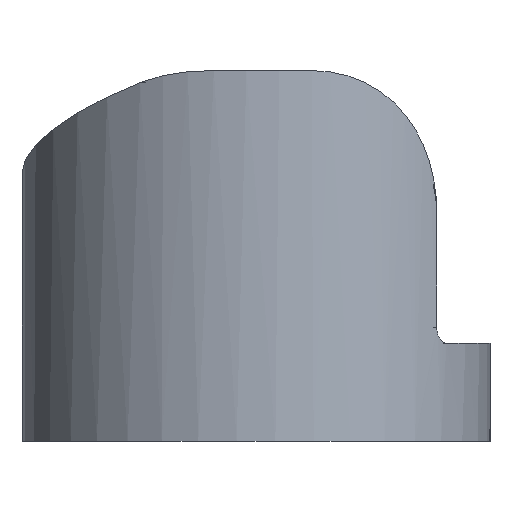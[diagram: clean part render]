
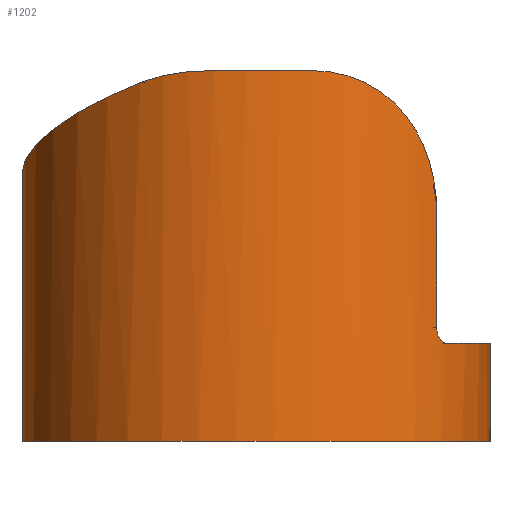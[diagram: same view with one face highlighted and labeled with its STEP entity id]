
A CAD part, left-side view. The second image highlights one B-rep face of the part: STEP entity #1202.
In plain terms, the highlighted cylindrical face has radius 16.669 mm (diameter 33.337 mm), a partial arc.
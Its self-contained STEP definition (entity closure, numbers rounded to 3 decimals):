
#12 = DIRECTION ( 'NONE',  ( 0., 0., -1. ) ) ;
#14 = CARTESIAN_POINT ( 'NONE',  ( -44.756, -5.256, 26.347 ) ) ;
#21 = CARTESIAN_POINT ( 'NONE',  ( -39.827, -12.609, 19.008 ) ) ;
#77 = CARTESIAN_POINT ( 'NONE',  ( -28.924, 0., 7. ) ) ;
#132 = CARTESIAN_POINT ( 'NONE',  ( -28.815, 16.668, 19.088 ) ) ;
#163 = CARTESIAN_POINT ( 'NONE',  ( -42.52, -9.661, 24.319 ) ) ;
#181 = CARTESIAN_POINT ( 'NONE',  ( -43.41, 8.246, 25.564 ) ) ;
#196 = CARTESIAN_POINT ( 'NONE',  ( -44.024, -7.088, 25.879 ) ) ;
#203 = CARTESIAN_POINT ( 'NONE',  ( -39.516, -12.871, 16.355 ) ) ;
#242 = CARTESIAN_POINT ( 'NONE',  ( -28.924, 0., 26.416 ) ) ;
#254 = LINE ( 'NONE', #1805, #2081 ) ;
#281 = EDGE_LOOP ( 'NONE', ( #860, #1272, #1396, #1080, #2117, #1242, #1635, #918, #2162, #1507 ) ) ;
#285 = CARTESIAN_POINT ( 'NONE',  ( -44.247, 6.627, 26.091 ) ) ;
#297 = CARTESIAN_POINT ( 'NONE',  ( -28.924, 0., 0. ) ) ;
#305 = CARTESIAN_POINT ( 'NONE',  ( -38.732, -13.479, 7. ) ) ;
#314 = EDGE_CURVE ( 'NONE', #1373, #498, #2215, .T. ) ;
#317 = EDGE_CURVE ( 'NONE', #673, #1603, #577, .T. ) ;
#340 = DIRECTION ( 'NONE',  ( 0., 0., -1. ) ) ;
#352 = CARTESIAN_POINT ( 'NONE',  ( -45.117, -3.956, 26.416 ) ) ;
#364 = CARTESIAN_POINT ( 'NONE',  ( -43.15, -8.707, 25.053 ) ) ;
#366 = CARTESIAN_POINT ( 'NONE',  ( -28.924, 0., 7. ) ) ;
#395 = CARTESIAN_POINT ( 'NONE',  ( -39.516, -12.871, 8.143 ) ) ;
#471 = VERTEX_POINT ( 'NONE', #1446 ) ;
#474 = CARTESIAN_POINT ( 'NONE',  ( -44.731, 5.311, 26.293 ) ) ;
#476 = DIRECTION ( 'NONE',  ( -1., 0., 0. ) ) ;
#479 = CARTESIAN_POINT ( 'NONE',  ( -39.072, -13.224, 7.144 ) ) ;
#498 = VERTEX_POINT ( 'NONE', #821 ) ;
#509 = AXIS2_PLACEMENT_3D ( 'NONE', #297, #1349, #476 ) ;
#516 = EDGE_CURVE ( 'NONE', #471, #715, #1556, .T. ) ;
#522 = VERTEX_POINT ( 'NONE', #2035 ) ;
#528 = CARTESIAN_POINT ( 'NONE',  ( -45.117, -3.956, 26.416 ) ) ;
#542 = CARTESIAN_POINT ( 'NONE',  ( -41.735, -10.668, 23.224 ) ) ;
#577 = B_SPLINE_CURVE_WITH_KNOTS ( 'NONE', 3,
 ( #528, #1925, #14, #1246, #196, #1413, #364, #163, #1586, #542, #1761, #729, #1936, #906, #2122, #1089, #21, #1253, #1389, #203 ),
 .UNSPECIFIED., .F., .F.,
 ( 4, 2, 2, 2, 2, 2, 2, 2, 2, 4 ),
 ( 0., 0.002, 0.004, 0.006, 0.008, 0.009, 0.01, 0.012, 0.014, 0.016 ),
 .UNSPECIFIED. ) ;
#651 = CARTESIAN_POINT ( 'NONE',  ( -45.128, 3.939, 26.402 ) ) ;
#652 = B_SPLINE_CURVE_WITH_KNOTS ( 'NONE', 3,
 ( #2222, #1014, #285, #474, #1690, #651, #1861, #834 ),
 .UNSPECIFIED., .F., .F.,
 ( 4, 2, 2, 4 ),
 ( 0., 0.003, 0.004, 0.006 ),
 .UNSPECIFIED. ) ;
#658 = CARTESIAN_POINT ( 'NONE',  ( -39.338, -13.015, 7.44 ) ) ;
#673 = VERTEX_POINT ( 'NONE', #352 ) ;
#685 = EDGE_CURVE ( 'NONE', #522, #471, #1751, .T. ) ;
#715 = VERTEX_POINT ( 'NONE', #723 ) ;
#723 = CARTESIAN_POINT ( 'NONE',  ( -28.815, 16.668, 0. ) ) ;
#729 = CARTESIAN_POINT ( 'NONE',  ( -41.278, -11.193, 22.486 ) ) ;
#742 = CARTESIAN_POINT ( 'NONE',  ( -39.516, -12.871, 16.355 ) ) ;
#752 = LINE ( 'NONE', #2216, #1323 ) ;
#769 = DIRECTION ( 'NONE',  ( 0., 0., -1. ) ) ;
#770 = VECTOR ( 'NONE', #12, 1000. ) ;
#821 = CARTESIAN_POINT ( 'NONE',  ( -43.41, 8.246, 25.564 ) ) ;
#834 = CARTESIAN_POINT ( 'NONE',  ( -45.32, 3.004, 26.416 ) ) ;
#842 = CARTESIAN_POINT ( 'NONE',  ( -39.493, -12.89, 7.844 ) ) ;
#846 = EDGE_CURVE ( 'NONE', #1603, #884, #254, .T. ) ;
#860 = ORIENTED_EDGE ( 'NONE', *, *, #314, .F. ) ;
#884 = VERTEX_POINT ( 'NONE', #958 ) ;
#906 = CARTESIAN_POINT ( 'NONE',  ( -40.707, -11.797, 21.422 ) ) ;
#918 = ORIENTED_EDGE ( 'NONE', *, *, #317, .F. ) ;
#958 = CARTESIAN_POINT ( 'NONE',  ( -39.516, -12.871, 8.143 ) ) ;
#1014 = CARTESIAN_POINT ( 'NONE',  ( -43.858, 7.46, 25.88 ) ) ;
#1018 = CARTESIAN_POINT ( 'NONE',  ( -39.516, -12.871, 7.992 ) ) ;
#1027 = EDGE_CURVE ( 'NONE', #498, #1289, #652, .T. ) ;
#1070 = CARTESIAN_POINT ( 'NONE',  ( -28.815, -16.668, 7. ) ) ;
#1080 = ORIENTED_EDGE ( 'NONE', *, *, #685, .F. ) ;
#1089 = CARTESIAN_POINT ( 'NONE',  ( -40.01, -12.451, 19.652 ) ) ;
#1154 = CARTESIAN_POINT ( 'NONE',  ( -45.32, 3.004, 26.416 ) ) ;
#1174 = DIRECTION ( 'NONE',  ( 0., 0., -1. ) ) ;
#1202 = ADVANCED_FACE ( 'NONE', ( #1691 ), #2098, .T. ) ;
#1241 = CARTESIAN_POINT ( 'NONE',  ( -28.815, 16.668, 19.088 ) ) ;
#1242 = ORIENTED_EDGE ( 'NONE', *, *, #1367, .F. ) ;
#1246 = CARTESIAN_POINT ( 'NONE',  ( -44.292, -6.488, 26.081 ) ) ;
#1253 = CARTESIAN_POINT ( 'NONE',  ( -39.582, -12.817, 17.704 ) ) ;
#1272 = ORIENTED_EDGE ( 'NONE', *, *, #1408, .T. ) ;
#1289 = VERTEX_POINT ( 'NONE', #1154 ) ;
#1290 = DIRECTION ( 'NONE',  ( -1., 0., 0. ) ) ;
#1308 = DIRECTION ( 'NONE',  ( 1., 0., 0. ) ) ;
#1323 = VECTOR ( 'NONE', #1174, 1000. ) ;
#1339 = EDGE_CURVE ( 'NONE', #673, #1289, #2135, .T. ) ;
#1349 = DIRECTION ( 'NONE',  ( 0., 0., -1. ) ) ;
#1353 = CARTESIAN_POINT ( 'NONE',  ( -38.609, -13.567, 7. ) ) ;
#1357 = AXIS2_PLACEMENT_3D ( 'NONE', #77, #1386, #1308 ) ;
#1367 = EDGE_CURVE ( 'NONE', #884, #1725, #1700, .T. ) ;
#1373 = VERTEX_POINT ( 'NONE', #132 ) ;
#1386 = DIRECTION ( 'NONE',  ( 0., 0., -1. ) ) ;
#1389 = CARTESIAN_POINT ( 'NONE',  ( -39.516, -12.871, 17.037 ) ) ;
#1394 = AXIS2_PLACEMENT_3D ( 'NONE', #366, #1477, #1290 ) ;
#1396 = ORIENTED_EDGE ( 'NONE', *, *, #516, .F. ) ;
#1408 = EDGE_CURVE ( 'NONE', #1373, #715, #752, .T. ) ;
#1413 = CARTESIAN_POINT ( 'NONE',  ( -43.453, -8.194, 25.366 ) ) ;
#1446 = CARTESIAN_POINT ( 'NONE',  ( -28.815, -16.668, 0. ) ) ;
#1477 = DIRECTION ( 'NONE',  ( 0., 0., -1. ) ) ;
#1507 = ORIENTED_EDGE ( 'NONE', *, *, #1027, .F. ) ;
#1520 = CARTESIAN_POINT ( 'NONE',  ( -38.853, -13.39, 7.03 ) ) ;
#1549 = DIRECTION ( 'NONE',  ( -1., 0., 0. ) ) ;
#1556 = CIRCLE ( 'NONE', #509, 16.669 ) ;
#1586 = CARTESIAN_POINT ( 'NONE',  ( -42.202, -10.09, 23.906 ) ) ;
#1603 = VERTEX_POINT ( 'NONE', #742 ) ;
#1635 = ORIENTED_EDGE ( 'NONE', *, *, #846, .F. ) ;
#1690 = CARTESIAN_POINT ( 'NONE',  ( -44.876, 4.859, 26.341 ) ) ;
#1691 = FACE_OUTER_BOUND ( 'NONE', #281, .T. ) ;
#1700 = B_SPLINE_CURVE_WITH_KNOTS ( 'NONE', 3,
 ( #395, #1018, #842, #1865, #658, #1702, #479, #1520, #305, #1353 ),
 .UNSPECIFIED., .F., .F.,
 ( 4, 2, 2, 2, 4 ),
 ( 0., 0., 0.001, 0.001, 0.002 ),
 .UNSPECIFIED. ) ;
#1702 = CARTESIAN_POINT ( 'NONE',  ( -39.173, -13.146, 7.229 ) ) ;
#1725 = VERTEX_POINT ( 'NONE', #2017 ) ;
#1749 = CARTESIAN_POINT ( 'NONE',  ( -34.997, 16.709, 21.033 ) ) ;
#1751 = LINE ( 'NONE', #1070, #770 ) ;
#1761 = CARTESIAN_POINT ( 'NONE',  ( -41.581, -10.849, 22.985 ) ) ;
#1805 = CARTESIAN_POINT ( 'NONE',  ( -39.516, -12.871, 26.416 ) ) ;
#1859 = AXIS2_PLACEMENT_3D ( 'NONE', #242, #340, #1549 ) ;
#1861 = CARTESIAN_POINT ( 'NONE',  ( -45.234, 3.474, 26.416 ) ) ;
#1865 = CARTESIAN_POINT ( 'NONE',  ( -39.404, -12.962, 7.567 ) ) ;
#1925 = CARTESIAN_POINT ( 'NONE',  ( -44.955, -4.618, 26.416 ) ) ;
#1936 = CARTESIAN_POINT ( 'NONE',  ( -41.13, -11.353, 22.225 ) ) ;
#2017 = CARTESIAN_POINT ( 'NONE',  ( -38.609, -13.567, 7. ) ) ;
#2035 = CARTESIAN_POINT ( 'NONE',  ( -28.815, -16.668, 7. ) ) ;
#2040 = EDGE_CURVE ( 'NONE', #522, #1725, #2258, .T. ) ;
#2081 = VECTOR ( 'NONE', #769, 1000. ) ;
#2098 = CYLINDRICAL_SURFACE ( 'NONE', #1357, 16.669 ) ;
#2117 = ORIENTED_EDGE ( 'NONE', *, *, #2040, .T. ) ;
#2122 = CARTESIAN_POINT ( 'NONE',  ( -40.45, -12.045, 20.855 ) ) ;
#2135 = CIRCLE ( 'NONE', #1859, 16.669 ) ;
#2162 = ORIENTED_EDGE ( 'NONE', *, *, #1339, .T. ) ;
#2215 =( BOUNDED_CURVE ( )  B_SPLINE_CURVE ( 3, ( #1241, #1749, #2265, #181 ),
 .UNSPECIFIED., .F., .T. ) 
 B_SPLINE_CURVE_WITH_KNOTS ( ( 4, 4 ),
 ( 0.953, 2.013 ),
 .UNSPECIFIED. ) 
 CURVE ( )  GEOMETRIC_REPRESENTATION_ITEM ( )  RATIONAL_B_SPLINE_CURVE ( ( 1., 0.909, 0.909, 1. ) ) 
 REPRESENTATION_ITEM ( '' )  );
#2216 = CARTESIAN_POINT ( 'NONE',  ( -28.815, 16.668, 7. ) ) ;
#2222 = CARTESIAN_POINT ( 'NONE',  ( -43.41, 8.246, 25.564 ) ) ;
#2258 = CIRCLE ( 'NONE', #1394, 16.669 ) ;
#2265 = CARTESIAN_POINT ( 'NONE',  ( -40.352, 13.619, 23.409 ) ) ;
